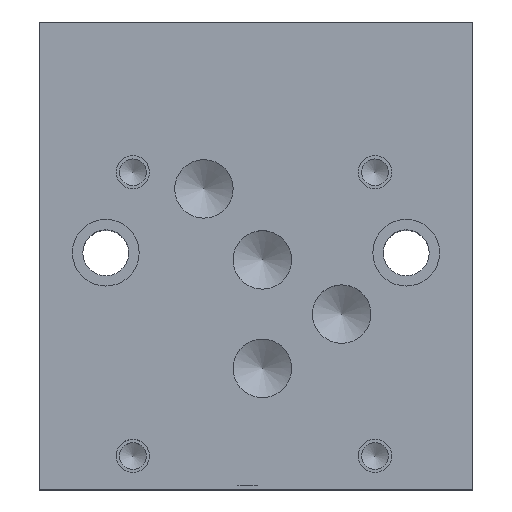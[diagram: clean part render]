
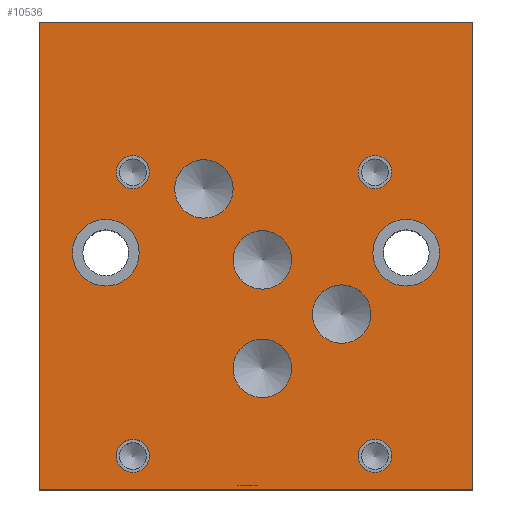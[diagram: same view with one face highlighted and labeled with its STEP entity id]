
A CAD part, top view. The second image highlights one B-rep face of the part: STEP entity #10536.
In plain terms, the highlighted planar face has unit normal (0, 0, 1).
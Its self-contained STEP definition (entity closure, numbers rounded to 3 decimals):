
#293=CIRCLE('',#11109,6.35);
#294=CIRCLE('',#11110,6.35);
#299=CIRCLE('',#11118,6.35);
#300=CIRCLE('',#11119,6.35);
#304=CIRCLE('',#11126,5.563);
#305=CIRCLE('',#11127,5.563);
#308=CIRCLE('',#11132,5.563);
#309=CIRCLE('',#11133,5.563);
#312=CIRCLE('',#11138,5.563);
#313=CIRCLE('',#11139,5.563);
#316=CIRCLE('',#11144,5.563);
#317=CIRCLE('',#11145,5.563);
#323=CIRCLE('',#11154,3.175);
#324=CIRCLE('',#11155,3.175);
#330=CIRCLE('',#11165,3.175);
#331=CIRCLE('',#11166,3.175);
#337=CIRCLE('',#11176,3.175);
#338=CIRCLE('',#11177,3.175);
#344=CIRCLE('',#11187,3.175);
#345=CIRCLE('',#11188,3.175);
#423=FACE_BOUND('',#1974,.T.);
#424=FACE_BOUND('',#1975,.T.);
#425=FACE_BOUND('',#1976,.T.);
#426=FACE_BOUND('',#1977,.T.);
#427=FACE_BOUND('',#1978,.T.);
#428=FACE_BOUND('',#1979,.T.);
#429=FACE_BOUND('',#1980,.T.);
#430=FACE_BOUND('',#1981,.T.);
#431=FACE_BOUND('',#1982,.T.);
#432=FACE_BOUND('',#1983,.T.);
#1355=FACE_OUTER_BOUND('',#1973,.T.);
#1973=EDGE_LOOP('',(#9259,#9260,#9261,#9262));
#1974=EDGE_LOOP('',(#9263,#9264));
#1975=EDGE_LOOP('',(#9265,#9266));
#1976=EDGE_LOOP('',(#9267,#9268));
#1977=EDGE_LOOP('',(#9269,#9270));
#1978=EDGE_LOOP('',(#9271,#9272));
#1979=EDGE_LOOP('',(#9273,#9274));
#1980=EDGE_LOOP('',(#9275,#9276));
#1981=EDGE_LOOP('',(#9277,#9278));
#1982=EDGE_LOOP('',(#9279,#9280));
#1983=EDGE_LOOP('',(#9281,#9282));
#2045=LINE('',#13714,#3015);
#2105=LINE('',#13997,#3075);
#2141=LINE('',#14092,#3111);
#2956=LINE('',#18098,#3926);
#3015=VECTOR('',#11294,10.);
#3075=VECTOR('',#11416,10.);
#3111=VECTOR('',#11502,10.);
#3926=VECTOR('',#13447,10.);
#3977=VERTEX_POINT('',#13711);
#3978=VERTEX_POINT('',#13713);
#4041=VERTEX_POINT('',#13994);
#4042=VERTEX_POINT('',#13996);
#4866=VERTEX_POINT('',#17929);
#4867=VERTEX_POINT('',#17930);
#4872=VERTEX_POINT('',#17946);
#4873=VERTEX_POINT('',#17947);
#4878=VERTEX_POINT('',#17963);
#4879=VERTEX_POINT('',#17964);
#4883=VERTEX_POINT('',#17976);
#4884=VERTEX_POINT('',#17977);
#4888=VERTEX_POINT('',#17989);
#4889=VERTEX_POINT('',#17990);
#4893=VERTEX_POINT('',#18002);
#4894=VERTEX_POINT('',#18003);
#4901=VERTEX_POINT('',#18022);
#4902=VERTEX_POINT('',#18023);
#4909=VERTEX_POINT('',#18044);
#4910=VERTEX_POINT('',#18045);
#4917=VERTEX_POINT('',#18066);
#4918=VERTEX_POINT('',#18067);
#4925=VERTEX_POINT('',#18088);
#4926=VERTEX_POINT('',#18089);
#5001=EDGE_CURVE('',#3978,#3977,#2045,.T.);
#5089=EDGE_CURVE('',#4042,#4041,#2105,.T.);
#5137=EDGE_CURVE('',#4041,#3978,#2141,.T.);
#6302=EDGE_CURVE('',#4866,#4867,#293,.T.);
#6303=EDGE_CURVE('',#4867,#4866,#294,.T.);
#6310=EDGE_CURVE('',#4872,#4873,#299,.T.);
#6311=EDGE_CURVE('',#4873,#4872,#300,.T.);
#6318=EDGE_CURVE('',#4878,#4879,#304,.T.);
#6319=EDGE_CURVE('',#4879,#4878,#305,.T.);
#6324=EDGE_CURVE('',#4883,#4884,#308,.T.);
#6325=EDGE_CURVE('',#4884,#4883,#309,.T.);
#6330=EDGE_CURVE('',#4888,#4889,#312,.T.);
#6331=EDGE_CURVE('',#4889,#4888,#313,.T.);
#6336=EDGE_CURVE('',#4893,#4894,#316,.T.);
#6337=EDGE_CURVE('',#4894,#4893,#317,.T.);
#6345=EDGE_CURVE('',#4901,#4902,#323,.T.);
#6346=EDGE_CURVE('',#4902,#4901,#324,.T.);
#6355=EDGE_CURVE('',#4909,#4910,#330,.T.);
#6356=EDGE_CURVE('',#4910,#4909,#331,.T.);
#6365=EDGE_CURVE('',#4917,#4918,#337,.T.);
#6366=EDGE_CURVE('',#4918,#4917,#338,.T.);
#6375=EDGE_CURVE('',#4925,#4926,#344,.T.);
#6376=EDGE_CURVE('',#4926,#4925,#345,.T.);
#6380=EDGE_CURVE('',#3977,#4042,#2956,.T.);
#9259=ORIENTED_EDGE('',*,*,#5137,.T.);
#9260=ORIENTED_EDGE('',*,*,#5001,.T.);
#9261=ORIENTED_EDGE('',*,*,#6380,.T.);
#9262=ORIENTED_EDGE('',*,*,#5089,.T.);
#9263=ORIENTED_EDGE('',*,*,#6302,.T.);
#9264=ORIENTED_EDGE('',*,*,#6303,.T.);
#9265=ORIENTED_EDGE('',*,*,#6310,.T.);
#9266=ORIENTED_EDGE('',*,*,#6311,.T.);
#9267=ORIENTED_EDGE('',*,*,#6318,.T.);
#9268=ORIENTED_EDGE('',*,*,#6319,.T.);
#9269=ORIENTED_EDGE('',*,*,#6324,.T.);
#9270=ORIENTED_EDGE('',*,*,#6325,.T.);
#9271=ORIENTED_EDGE('',*,*,#6330,.T.);
#9272=ORIENTED_EDGE('',*,*,#6331,.T.);
#9273=ORIENTED_EDGE('',*,*,#6336,.T.);
#9274=ORIENTED_EDGE('',*,*,#6337,.T.);
#9275=ORIENTED_EDGE('',*,*,#6345,.T.);
#9276=ORIENTED_EDGE('',*,*,#6346,.T.);
#9277=ORIENTED_EDGE('',*,*,#6355,.T.);
#9278=ORIENTED_EDGE('',*,*,#6356,.T.);
#9279=ORIENTED_EDGE('',*,*,#6365,.T.);
#9280=ORIENTED_EDGE('',*,*,#6366,.T.);
#9281=ORIENTED_EDGE('',*,*,#6375,.T.);
#9282=ORIENTED_EDGE('',*,*,#6376,.T.);
#9599=PLANE('',#11194);
#10536=ADVANCED_FACE('',(#1355,#423,#424,#425,#426,#427,#428,#429,#430,
#431,#432),#9599,.T.);
#11109=AXIS2_PLACEMENT_3D('',#17931,#13256,#13257);
#11110=AXIS2_PLACEMENT_3D('',#17932,#13258,#13259);
#11118=AXIS2_PLACEMENT_3D('',#17948,#13276,#13277);
#11119=AXIS2_PLACEMENT_3D('',#17949,#13278,#13279);
#11126=AXIS2_PLACEMENT_3D('',#17965,#13295,#13296);
#11127=AXIS2_PLACEMENT_3D('',#17966,#13297,#13298);
#11132=AXIS2_PLACEMENT_3D('',#17978,#13309,#13310);
#11133=AXIS2_PLACEMENT_3D('',#17979,#13311,#13312);
#11138=AXIS2_PLACEMENT_3D('',#17991,#13323,#13324);
#11139=AXIS2_PLACEMENT_3D('',#17992,#13325,#13326);
#11144=AXIS2_PLACEMENT_3D('',#18004,#13337,#13338);
#11145=AXIS2_PLACEMENT_3D('',#18005,#13339,#13340);
#11154=AXIS2_PLACEMENT_3D('',#18024,#13359,#13360);
#11155=AXIS2_PLACEMENT_3D('',#18025,#13361,#13362);
#11165=AXIS2_PLACEMENT_3D('',#18046,#13384,#13385);
#11166=AXIS2_PLACEMENT_3D('',#18047,#13386,#13387);
#11176=AXIS2_PLACEMENT_3D('',#18068,#13409,#13410);
#11177=AXIS2_PLACEMENT_3D('',#18069,#13411,#13412);
#11187=AXIS2_PLACEMENT_3D('',#18090,#13434,#13435);
#11188=AXIS2_PLACEMENT_3D('',#18091,#13436,#13437);
#11194=AXIS2_PLACEMENT_3D('',#18101,#13452,#13453);
#11294=DIRECTION('',(0.,1.,0.));
#11416=DIRECTION('',(0.,-1.,0.));
#11502=DIRECTION('',(1.,0.,0.));
#13256=DIRECTION('center_axis',(0.,0.,-1.));
#13257=DIRECTION('ref_axis',(1.,0.,0.));
#13258=DIRECTION('center_axis',(0.,0.,-1.));
#13259=DIRECTION('ref_axis',(1.,0.,0.));
#13276=DIRECTION('center_axis',(0.,0.,-1.));
#13277=DIRECTION('ref_axis',(1.,0.,0.));
#13278=DIRECTION('center_axis',(0.,0.,-1.));
#13279=DIRECTION('ref_axis',(1.,0.,0.));
#13295=DIRECTION('center_axis',(0.,0.,-1.));
#13296=DIRECTION('ref_axis',(1.,0.,0.));
#13297=DIRECTION('center_axis',(0.,0.,-1.));
#13298=DIRECTION('ref_axis',(1.,0.,0.));
#13309=DIRECTION('center_axis',(0.,0.,-1.));
#13310=DIRECTION('ref_axis',(1.,0.,0.));
#13311=DIRECTION('center_axis',(0.,0.,-1.));
#13312=DIRECTION('ref_axis',(1.,0.,0.));
#13323=DIRECTION('center_axis',(0.,0.,-1.));
#13324=DIRECTION('ref_axis',(1.,0.,0.));
#13325=DIRECTION('center_axis',(0.,0.,-1.));
#13326=DIRECTION('ref_axis',(1.,0.,0.));
#13337=DIRECTION('center_axis',(0.,0.,-1.));
#13338=DIRECTION('ref_axis',(1.,0.,0.));
#13339=DIRECTION('center_axis',(0.,0.,-1.));
#13340=DIRECTION('ref_axis',(1.,0.,0.));
#13359=DIRECTION('center_axis',(0.,0.,-1.));
#13360=DIRECTION('ref_axis',(1.,0.,0.));
#13361=DIRECTION('center_axis',(0.,0.,-1.));
#13362=DIRECTION('ref_axis',(1.,0.,0.));
#13384=DIRECTION('center_axis',(0.,0.,-1.));
#13385=DIRECTION('ref_axis',(1.,0.,0.));
#13386=DIRECTION('center_axis',(0.,0.,-1.));
#13387=DIRECTION('ref_axis',(1.,0.,0.));
#13409=DIRECTION('center_axis',(0.,0.,-1.));
#13410=DIRECTION('ref_axis',(1.,0.,0.));
#13411=DIRECTION('center_axis',(0.,0.,-1.));
#13412=DIRECTION('ref_axis',(1.,0.,0.));
#13434=DIRECTION('center_axis',(0.,0.,-1.));
#13435=DIRECTION('ref_axis',(1.,0.,0.));
#13436=DIRECTION('center_axis',(0.,0.,-1.));
#13437=DIRECTION('ref_axis',(1.,0.,0.));
#13447=DIRECTION('',(-1.,0.,0.));
#13452=DIRECTION('center_axis',(0.,0.,1.));
#13453=DIRECTION('ref_axis',(1.,0.,0.));
#13711=CARTESIAN_POINT('',(82.55,88.9,79.375));
#13713=CARTESIAN_POINT('',(82.55,0.,79.375));
#13714=CARTESIAN_POINT('',(82.55,0.,79.375));
#13994=CARTESIAN_POINT('',(0.,0.,79.375));
#13996=CARTESIAN_POINT('',(0.,88.9,79.375));
#13997=CARTESIAN_POINT('',(0.,88.9,79.375));
#14092=CARTESIAN_POINT('',(0.,0.,79.375));
#17929=CARTESIAN_POINT('',(19.05,45.009,79.375));
#17930=CARTESIAN_POINT('',(6.35,45.009,79.375));
#17931=CARTESIAN_POINT('Origin',(12.7,45.009,79.375));
#17932=CARTESIAN_POINT('Origin',(12.7,45.009,79.375));
#17946=CARTESIAN_POINT('',(76.2,45.009,79.375));
#17947=CARTESIAN_POINT('',(63.5,45.009,79.375));
#17948=CARTESIAN_POINT('Origin',(69.85,45.009,79.375));
#17949=CARTESIAN_POINT('Origin',(69.85,45.009,79.375));
#17963=CARTESIAN_POINT('',(48.044,43.642,79.375));
#17964=CARTESIAN_POINT('',(36.919,43.642,79.375));
#17965=CARTESIAN_POINT('Origin',(42.482,43.642,79.375));
#17966=CARTESIAN_POINT('Origin',(42.482,43.642,79.375));
#17976=CARTESIAN_POINT('',(63.144,33.325,79.375));
#17977=CARTESIAN_POINT('',(52.019,33.325,79.375));
#17978=CARTESIAN_POINT('Origin',(57.582,33.325,79.375));
#17979=CARTESIAN_POINT('Origin',(57.582,33.325,79.375));
#17989=CARTESIAN_POINT('',(36.932,57.15,79.375));
#17990=CARTESIAN_POINT('',(25.806,57.15,79.375));
#17991=CARTESIAN_POINT('Origin',(31.369,57.15,79.375));
#17992=CARTESIAN_POINT('Origin',(31.369,57.15,79.375));
#18002=CARTESIAN_POINT('',(48.049,23.007,79.375));
#18003=CARTESIAN_POINT('',(36.924,23.007,79.375));
#18004=CARTESIAN_POINT('Origin',(42.487,23.007,79.375));
#18005=CARTESIAN_POINT('Origin',(42.487,23.007,79.375));
#18022=CARTESIAN_POINT('',(67.081,6.363,79.375));
#18023=CARTESIAN_POINT('',(60.731,6.363,79.375));
#18024=CARTESIAN_POINT('Origin',(63.906,6.363,79.375));
#18025=CARTESIAN_POINT('Origin',(63.906,6.363,79.375));
#18044=CARTESIAN_POINT('',(21.031,60.325,79.375));
#18045=CARTESIAN_POINT('',(14.681,60.325,79.375));
#18046=CARTESIAN_POINT('Origin',(17.856,60.325,79.375));
#18047=CARTESIAN_POINT('Origin',(17.856,60.325,79.375));
#18066=CARTESIAN_POINT('',(67.081,60.325,79.375));
#18067=CARTESIAN_POINT('',(60.731,60.325,79.375));
#18068=CARTESIAN_POINT('Origin',(63.906,60.325,79.375));
#18069=CARTESIAN_POINT('Origin',(63.906,60.325,79.375));
#18088=CARTESIAN_POINT('',(21.031,6.35,79.375));
#18089=CARTESIAN_POINT('',(14.681,6.35,79.375));
#18090=CARTESIAN_POINT('Origin',(17.856,6.35,79.375));
#18091=CARTESIAN_POINT('Origin',(17.856,6.35,79.375));
#18098=CARTESIAN_POINT('',(82.55,88.9,79.375));
#18101=CARTESIAN_POINT('Origin',(41.275,44.45,79.375));
